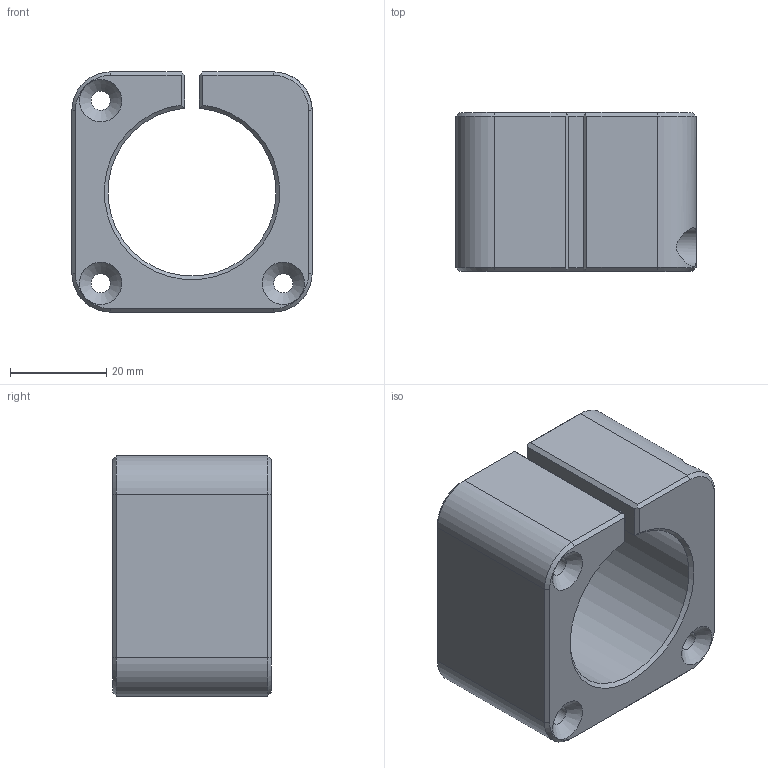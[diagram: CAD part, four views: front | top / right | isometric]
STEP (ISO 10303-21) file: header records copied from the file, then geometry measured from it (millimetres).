
FILE_DESCRIPTION(/* description */ ('Unknown'),/* implementation_level */ '2;1');
FILE_NAME(/* name */ 'OpenFrame - C-Mount Output - 30mm Version',/* time_stamp */ '2023-06-19T15:26:24+01:00',/* author */ ('Unknown'),/* organization */ ('Unknown'),/* preprocessor_version */ 'ST-DEVELOPER v16.7',/* originating_system */ 'Solid Edge',/* authorisation */ 'Unknown');
FILE_SCHEMA (('AUTOMOTIVE_DESIGN {1 0 10303 214 3 1 1}'));
Length unit declared in the file: millimetre
Products named in the file (1): OpenFrame - C-Mount Output - 30mm Cage Version
Bounding box: 50 x 33 x 50 mm (x, y, z)
Volume: 45658.8 mm3; surface area: 14409.5 mm2
Topology: 1 solids, 1 shells, 53 faces, 128 edges, 79 vertices
Faces by surface type: plane 28, cone 13, cylinder 12
Full cylindrical faces by diameter (mm): 3.242 x2, 4 x3, 4.2 x1, 8 x1
Entity records: 1861 total; most frequent: CARTESIAN_POINT 269, DIRECTION 253, ORIENTED_EDGE 226, EDGE_CURVE 113, AXIS2_PLACEMENT_3D 91, VERTEX_POINT 74, EDGE_LOOP 73, FACE_BOUND 73
